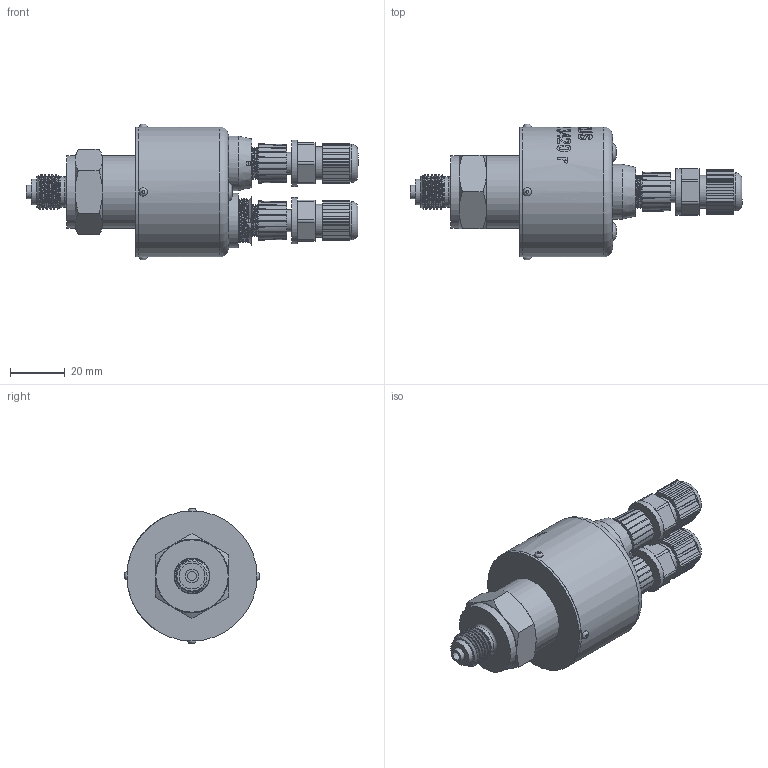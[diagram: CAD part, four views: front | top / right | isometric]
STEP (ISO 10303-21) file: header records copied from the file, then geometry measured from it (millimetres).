
FILE_DESCRIPTION(/* description */ (''),/* implementation_level */ '2;1');
FILE_NAME(/* name */ 'ASZ3420r_G1''4EN_M12x1-straight.step',/* time_stamp */ '2021-07-16T11:55:56+03:00',/* author */ (''),/* organization */ (''),/* preprocessor_version */ 'ST-DEVELOPER v18.1',/* originating_system */ 'Autodesk Translation Framework v10.9.0.1377',/* authorisation */ '');
FILE_SCHEMA (('AUTOMOTIVE_DESIGN { 1 0 10303 214 3 1 1 }'));
Products named in the file (6): ASZ 3420 r - filled; G1/4 EN; shell; M12x1 male v16; M12x1 male 2; M12x1 female straight v9
Assembly tree (6 placements, depth 2):
  ASZ 3420 r - filled
    G1/4 EN
    shell
    M12x1 male v16
    M12x1 male 2
    M12x1 female straight v9  x2
Bounding box: 121.64 x 49.6 x 49.6 mm (x, y, z)
Volume: 92285 mm3; surface area: 28433.8 mm2
Topology: 30 solids, 30 shells, 1421 faces, 3858 edges, 2551 vertices
Faces by surface type: bspline 547, plane 539, cylinder 241, cone 82, torus 12
Full cylindrical faces by diameter (mm): 1 x25, 1.5 x8, 2 x4, 2.2 x4, 3.3 x1, 5 x1, 7.13 x2, 7.3 x2, 8 x6, 8.2 x2, 9.5 x1, 10.293 x2, 10.6 x4, 10.741 x8, 11 x1, 11.445 x5, 11.884 x6, 12 x2, 13 x2, 14 x2, 15.036 x8, 16.152 x10, 17 x2, 20 x2, 23 x1, 26.48 x1, 26.5 x2, 46 x1, 47.62 x1, 47.625 x1
Entity records: 62034 total; most frequent: CARTESIAN_POINT 35029, ORIENTED_EDGE 6610, DIRECTION 3733, EDGE_CURVE 3305, VERTEX_POINT 2188, LINE 1455, VECTOR 1455, B_SPLINE_CURVE_WITH_KNOTS 1355
